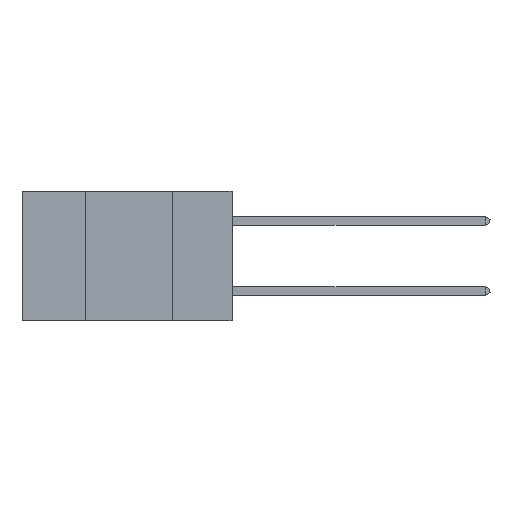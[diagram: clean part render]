
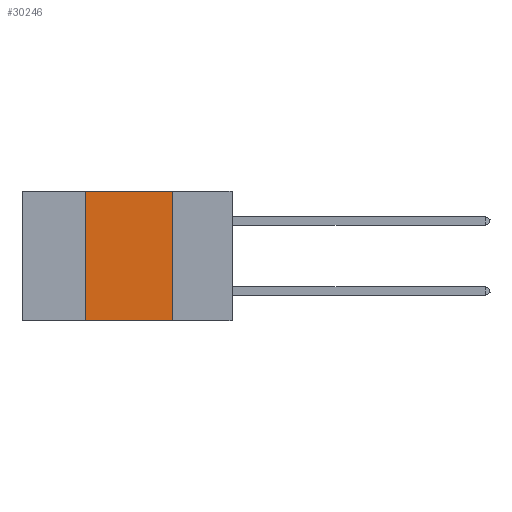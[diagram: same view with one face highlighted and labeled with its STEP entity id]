
A CAD part, left-side view. The second image highlights one B-rep face of the part: STEP entity #30246.
In plain terms, the highlighted planar face has unit normal (-1, 0, 0).
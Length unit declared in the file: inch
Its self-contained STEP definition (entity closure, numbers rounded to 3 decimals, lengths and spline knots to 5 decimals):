
#306 = VERTEX_POINT ( 'NONE', #18308 ) ;
#2595 = VERTEX_POINT ( 'NONE', #9705 ) ;
#2820 = ORIENTED_EDGE ( 'NONE', *, *, #36756, .F. ) ;
#3985 = DIRECTION ( 'NONE',  ( 0., 0., -1. ) ) ;
#5670 = EDGE_CURVE ( 'NONE', #2595, #19458, #7110, .T. ) ;
#6818 = VECTOR ( 'NONE', #42704, 39.37008 ) ;
#7110 = LINE ( 'NONE', #39030, #23070 ) ;
#8130 = VECTOR ( 'NONE', #30558, 39.37008 ) ;
#8554 = CARTESIAN_POINT ( 'NONE',  ( 0., 0.42, -0.37 ) ) ;
#9705 = CARTESIAN_POINT ( 'NONE',  ( 0., 0.17, 0. ) ) ;
#10393 = ORIENTED_EDGE ( 'NONE', *, *, #14254, .T. ) ;
#10433 = DIRECTION ( 'NONE',  ( 0., -1., 0. ) ) ;
#11326 = CARTESIAN_POINT ( 'NONE',  ( 0., 0.6, 0. ) ) ;
#12109 = LINE ( 'NONE', #41404, #8130 ) ;
#14254 = EDGE_CURVE ( 'NONE', #44436, #19458, #29280, .T. ) ;
#16486 = LINE ( 'NONE', #17151, #6818 ) ;
#17151 = CARTESIAN_POINT ( 'NONE',  ( 0., 0.42, 0. ) ) ;
#18308 = CARTESIAN_POINT ( 'NONE',  ( 0., 0.42, 0. ) ) ;
#19458 = VERTEX_POINT ( 'NONE', #40053 ) ;
#20452 = CARTESIAN_POINT ( 'NONE',  ( 0., 0.6, -0.37 ) ) ;
#23070 = VECTOR ( 'NONE', #45842, 39.37008 ) ;
#24457 = EDGE_LOOP ( 'NONE', ( #25323, #35683, #2820, #10393 ) ) ;
#24802 = EDGE_CURVE ( 'NONE', #306, #2595, #12109, .T. ) ;
#25323 = ORIENTED_EDGE ( 'NONE', *, *, #5670, .F. ) ;
#29280 = LINE ( 'NONE', #20452, #44101 ) ;
#29515 = PLANE ( 'NONE',  #30252 ) ;
#30246 = ADVANCED_FACE ( 'NONE', ( #39125 ), #29515, .F. ) ;
#30252 = AXIS2_PLACEMENT_3D ( 'NONE', #11326, #32992, #3985 ) ;
#30558 = DIRECTION ( 'NONE',  ( 0., -1., 0. ) ) ;
#32992 = DIRECTION ( 'NONE',  ( 1., 0., 0. ) ) ;
#35683 = ORIENTED_EDGE ( 'NONE', *, *, #24802, .F. ) ;
#36756 = EDGE_CURVE ( 'NONE', #44436, #306, #16486, .T. ) ;
#39030 = CARTESIAN_POINT ( 'NONE',  ( 0., 0.17, 0. ) ) ;
#39125 = FACE_OUTER_BOUND ( 'NONE', #24457, .T. ) ;
#40053 = CARTESIAN_POINT ( 'NONE',  ( 0., 0.17, -0.37 ) ) ;
#41404 = CARTESIAN_POINT ( 'NONE',  ( 0., 0.6, 0. ) ) ;
#42704 = DIRECTION ( 'NONE',  ( 0., 0., 1. ) ) ;
#44101 = VECTOR ( 'NONE', #10433, 39.37008 ) ;
#44436 = VERTEX_POINT ( 'NONE', #8554 ) ;
#45842 = DIRECTION ( 'NONE',  ( 0., 0., -1. ) ) ;
